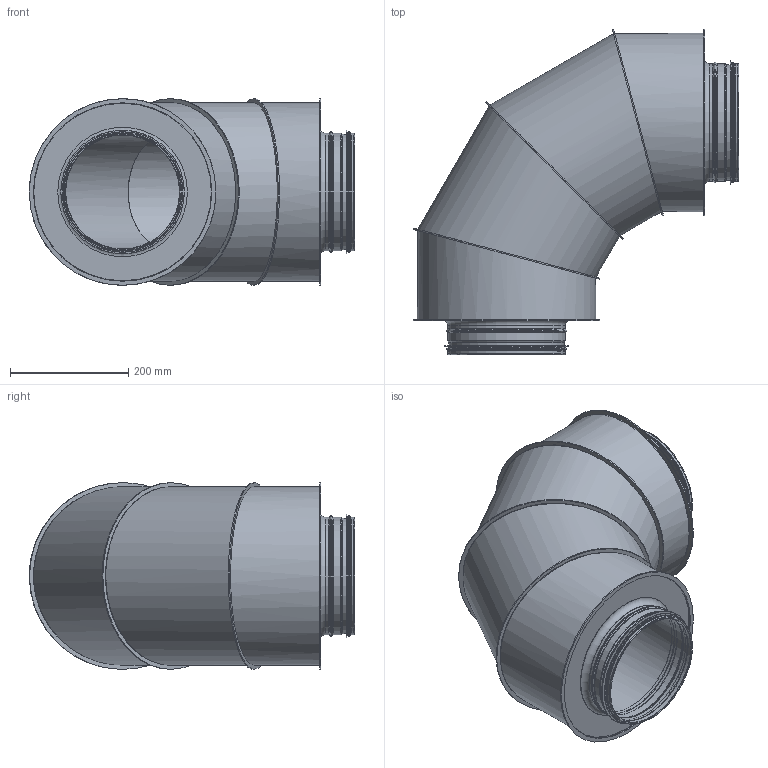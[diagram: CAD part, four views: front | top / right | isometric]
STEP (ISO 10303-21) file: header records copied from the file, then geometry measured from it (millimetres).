
FILE_DESCRIPTION(/* description */ ('Vinkel Ljuddämpare Ø200'),/* implementation_level */ '2;1');
FILE_NAME(/* name */ 'LO10006.stp',/* time_stamp */ '2016-11-28T03:56:08-08:00',/* author */ ('CAD'),/* organization */ (''),/* preprocessor_version */ 'ST-DEVELOPER v16.5',/* originating_system */ 'Autodesk Inventor 2017',/* authorisation */ '');
FILE_SCHEMA (('AUTOMOTIVE_DESIGN { 1 0 10303 214 3 1 1 }'));
Length unit declared in the file: millimetre
Products named in the file (1): HRFV-200
Bounding box: 550 x 550 x 315.4 mm (x, y, z)
Volume: 859392.9 mm3; surface area: 2263699.2 mm2
Topology: 8 solids, 9 shells, 182 faces, 360 edges, 198 vertices
Faces by surface type: torus 50, cylinder 42, bspline 34, cone 30, plane 26
Full cylindrical faces by diameter (mm): 193.85 x2, 196 x4, 197.4 x4, 197.45 x6, 197.55 x4, 198.95 x4, 203.85 x2, 208.85 x2, 300 x4, 301.4 x6, 315.4 x2
Entity records: 6247 total; most frequent: CARTESIAN_POINT 3075, DIRECTION 689, ORIENTED_EDGE 468, AXIS2_PLACEMENT_3D 332, EDGE_LOOP 326, EDGE_CURVE 220, FACE_OUTER_BOUND 180, VERTEX_POINT 180
